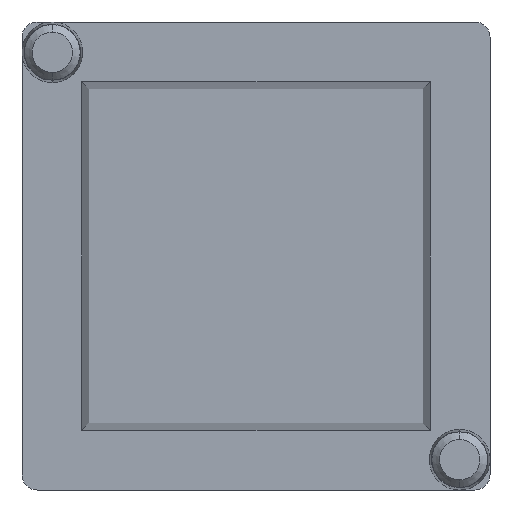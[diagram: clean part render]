
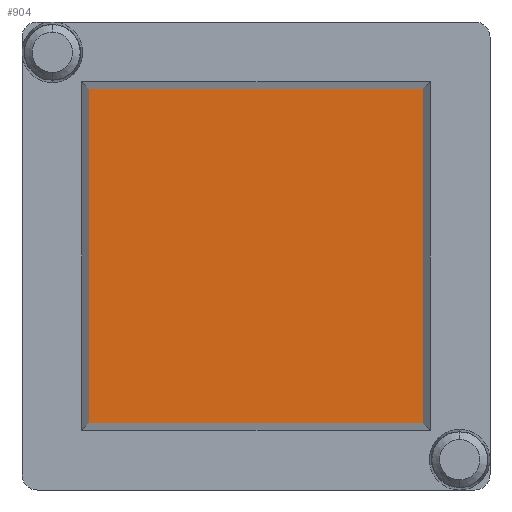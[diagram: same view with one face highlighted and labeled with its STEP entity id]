
A CAD part, front view. The second image highlights one B-rep face of the part: STEP entity #904.
In plain terms, the highlighted planar face has unit normal (0, -1, 0).
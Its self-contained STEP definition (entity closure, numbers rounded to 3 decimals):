
#6 = CARTESIAN_POINT ( 'NONE',  ( 1.677, 2.067, 1.677 ) ) ;
#50 = CARTESIAN_POINT ( 'NONE',  ( 1.677, 2.067, 0. ) ) ;
#61 = VECTOR ( 'NONE', #237, 1000. ) ;
#92 = VECTOR ( 'NONE', #775, 1000. ) ;
#163 = EDGE_CURVE ( 'NONE', #1091, #853, #381, .T. ) ;
#205 = DIRECTION ( 'NONE',  ( -1., 0., 0. ) ) ;
#237 = DIRECTION ( 'NONE',  ( 0., 0., -1. ) ) ;
#242 = EDGE_CURVE ( 'NONE', #853, #610, #1005, .T. ) ;
#264 = EDGE_CURVE ( 'NONE', #610, #869, #977, .T. ) ;
#306 = LINE ( 'NONE', #50, #92 ) ;
#318 = ORIENTED_EDGE ( 'NONE', *, *, #782, .T. ) ;
#355 = CARTESIAN_POINT ( 'NONE',  ( -1.677, 2.067, -1.677 ) ) ;
#381 = LINE ( 'NONE', #989, #1056 ) ;
#404 = AXIS2_PLACEMENT_3D ( 'NONE', #871, #516, #415 ) ;
#415 = DIRECTION ( 'NONE',  ( 0., 0., -1. ) ) ;
#514 = ORIENTED_EDGE ( 'NONE', *, *, #264, .T. ) ;
#516 = DIRECTION ( 'NONE',  ( 0., -1., 0. ) ) ;
#574 = EDGE_LOOP ( 'NONE', ( #626, #514, #318, #972 ) ) ;
#610 = VERTEX_POINT ( 'NONE', #355 ) ;
#626 = ORIENTED_EDGE ( 'NONE', *, *, #242, .T. ) ;
#651 = CARTESIAN_POINT ( 'NONE',  ( -1.677, 2.067, 0. ) ) ;
#681 = CARTESIAN_POINT ( 'NONE',  ( 0., 2.067, -1.677 ) ) ;
#750 = VECTOR ( 'NONE', #865, 1000. ) ;
#775 = DIRECTION ( 'NONE',  ( 0., 0., 1. ) ) ;
#782 = EDGE_CURVE ( 'NONE', #869, #1091, #306, .T. ) ;
#853 = VERTEX_POINT ( 'NONE', #1039 ) ;
#865 = DIRECTION ( 'NONE',  ( 1., 0., 0. ) ) ;
#869 = VERTEX_POINT ( 'NONE', #1042 ) ;
#871 = CARTESIAN_POINT ( 'NONE',  ( 0., 2.067, 0. ) ) ;
#904 = ADVANCED_FACE ( 'NONE', ( #1077 ), #1019, .T. ) ;
#972 = ORIENTED_EDGE ( 'NONE', *, *, #163, .T. ) ;
#977 = LINE ( 'NONE', #681, #750 ) ;
#989 = CARTESIAN_POINT ( 'NONE',  ( 0., 2.067, 1.677 ) ) ;
#1005 = LINE ( 'NONE', #651, #61 ) ;
#1019 = PLANE ( 'NONE',  #404 ) ;
#1039 = CARTESIAN_POINT ( 'NONE',  ( -1.677, 2.067, 1.677 ) ) ;
#1042 = CARTESIAN_POINT ( 'NONE',  ( 1.677, 2.067, -1.677 ) ) ;
#1056 = VECTOR ( 'NONE', #205, 1000. ) ;
#1077 = FACE_OUTER_BOUND ( 'NONE', #574, .T. ) ;
#1091 = VERTEX_POINT ( 'NONE', #6 ) ;
